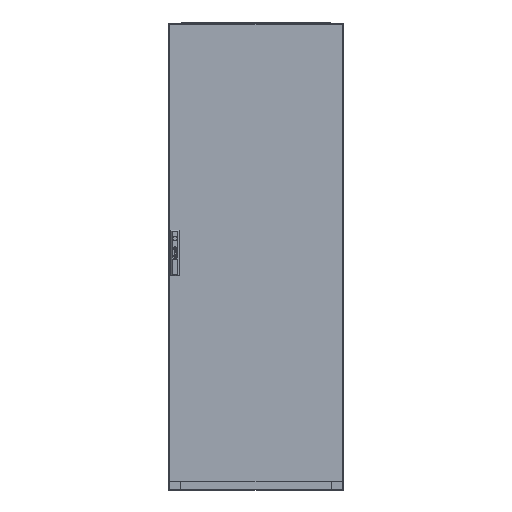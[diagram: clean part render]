
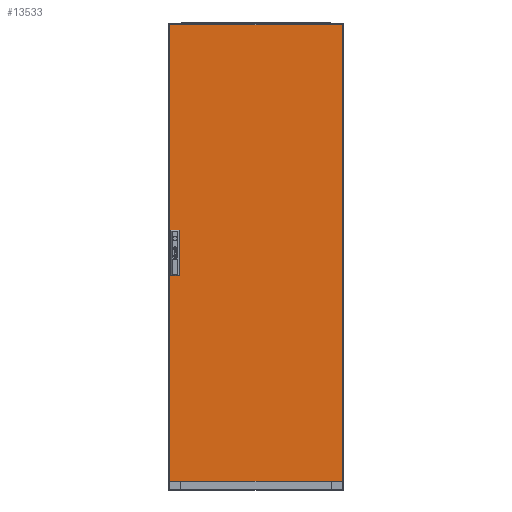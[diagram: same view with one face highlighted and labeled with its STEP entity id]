
A CAD part, top view. The second image highlights one B-rep face of the part: STEP entity #13533.
In plain terms, the highlighted planar face has unit normal (0, 0, 1).
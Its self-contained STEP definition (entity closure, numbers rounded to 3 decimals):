
#593 = EDGE_CURVE ( 'NONE', #44841, #35798, #34289, .T. ) ;
#2445 = VERTEX_POINT ( 'NONE', #89714 ) ;
#4890 = ORIENTED_EDGE ( 'NONE', *, *, #60049, .T. ) ;
#6851 = CARTESIAN_POINT ( 'NONE',  ( -293.4, 78.5, 0. ) ) ;
#9980 = DIRECTION ( 'NONE',  ( 1., 0., 0. ) ) ;
#10501 = CARTESIAN_POINT ( 'NONE',  ( 297., 783.5, 0. ) ) ;
#11735 = CARTESIAN_POINT ( 'NONE',  ( -297., -783.5, 0. ) ) ;
#13382 = EDGE_LOOP ( 'NONE', ( #76625, #39359, #53805, #14640 ) ) ;
#13533 = ADVANCED_FACE ( 'NONE', ( #84120, #43507 ), #64339, .T. ) ;
#14021 = DIRECTION ( 'NONE',  ( 0., -1., 0. ) ) ;
#14640 = ORIENTED_EDGE ( 'NONE', *, *, #19316, .T. ) ;
#16632 = LINE ( 'NONE', #75012, #57299 ) ;
#19316 = EDGE_CURVE ( 'NONE', #82886, #44841, #25220, .T. ) ;
#21180 = DIRECTION ( 'NONE',  ( -1., 0., 0. ) ) ;
#23499 = CARTESIAN_POINT ( 'NONE',  ( 0., 0., 0. ) ) ;
#23840 = DIRECTION ( 'NONE',  ( 1., 0., 0. ) ) ;
#25220 = LINE ( 'NONE', #57305, #44353 ) ;
#29162 = VECTOR ( 'NONE', #14021, 1000. ) ;
#31751 = VECTOR ( 'NONE', #98358, 1000. ) ;
#33613 = DIRECTION ( 'NONE',  ( 0., -1., 0. ) ) ;
#34289 = LINE ( 'NONE', #90104, #31751 ) ;
#35798 = VERTEX_POINT ( 'NONE', #10501 ) ;
#36583 = EDGE_LOOP ( 'NONE', ( #4890, #56163, #79608, #96127 ) ) ;
#36957 = VECTOR ( 'NONE', #48031, 1000. ) ;
#39359 = ORIENTED_EDGE ( 'NONE', *, *, #46299, .T. ) ;
#43507 = FACE_OUTER_BOUND ( 'NONE', #13382, .T. ) ;
#44353 = VECTOR ( 'NONE', #65478, 1000. ) ;
#44727 = DIRECTION ( 'NONE',  ( 1., 0., 0. ) ) ;
#44841 = VERTEX_POINT ( 'NONE', #56013 ) ;
#46299 = EDGE_CURVE ( 'NONE', #35798, #2445, #90414, .T. ) ;
#47109 = EDGE_CURVE ( 'NONE', #48115, #52368, #16632, .T. ) ;
#48031 = DIRECTION ( 'NONE',  ( 0., -1., 0. ) ) ;
#48115 = VERTEX_POINT ( 'NONE', #73410 ) ;
#51110 = EDGE_CURVE ( 'NONE', #2445, #82886, #92205, .T. ) ;
#52368 = VERTEX_POINT ( 'NONE', #69260 ) ;
#53805 = ORIENTED_EDGE ( 'NONE', *, *, #51110, .T. ) ;
#56013 = CARTESIAN_POINT ( 'NONE',  ( 297., -783.5, 0. ) ) ;
#56163 = ORIENTED_EDGE ( 'NONE', *, *, #56310, .T. ) ;
#56196 = CARTESIAN_POINT ( 'NONE',  ( -293.4, 0., 0. ) ) ;
#56310 = EDGE_CURVE ( 'NONE', #83289, #52368, #91402, .T. ) ;
#57146 = CARTESIAN_POINT ( 'NONE',  ( -263., 78.5, 0. ) ) ;
#57190 = LINE ( 'NONE', #101515, #59764 ) ;
#57299 = VECTOR ( 'NONE', #9980, 1000. ) ;
#57305 = CARTESIAN_POINT ( 'NONE',  ( -297., -783.5, 0. ) ) ;
#57792 = CARTESIAN_POINT ( 'NONE',  ( -297., 783.5, 0. ) ) ;
#59764 = VECTOR ( 'NONE', #44727, 1000. ) ;
#60049 = EDGE_CURVE ( 'NONE', #94428, #83289, #57190, .T. ) ;
#62725 = CARTESIAN_POINT ( 'NONE',  ( -263., 0., 0. ) ) ;
#64339 = PLANE ( 'NONE',  #93887 ) ;
#65478 = DIRECTION ( 'NONE',  ( 1., 0., 0. ) ) ;
#68878 = VECTOR ( 'NONE', #21180, 1000. ) ;
#69260 = CARTESIAN_POINT ( 'NONE',  ( -263., -78.5, 0. ) ) ;
#70644 = VECTOR ( 'NONE', #33613, 1000. ) ;
#72466 = DIRECTION ( 'NONE',  ( 0., 0., 1. ) ) ;
#73168 = EDGE_CURVE ( 'NONE', #94428, #48115, #80114, .T. ) ;
#73410 = CARTESIAN_POINT ( 'NONE',  ( -293.4, -78.5, 0. ) ) ;
#75012 = CARTESIAN_POINT ( 'NONE',  ( -293.4, -78.5, 0. ) ) ;
#76625 = ORIENTED_EDGE ( 'NONE', *, *, #593, .T. ) ;
#77621 = CARTESIAN_POINT ( 'NONE',  ( -297., 783.5, 0. ) ) ;
#79608 = ORIENTED_EDGE ( 'NONE', *, *, #47109, .F. ) ;
#80114 = LINE ( 'NONE', #56196, #36957 ) ;
#82886 = VERTEX_POINT ( 'NONE', #11735 ) ;
#83289 = VERTEX_POINT ( 'NONE', #57146 ) ;
#84120 = FACE_BOUND ( 'NONE', #36583, .T. ) ;
#89714 = CARTESIAN_POINT ( 'NONE',  ( -297., 783.5, 0. ) ) ;
#90104 = CARTESIAN_POINT ( 'NONE',  ( 297., 783.5, 0. ) ) ;
#90414 = LINE ( 'NONE', #77621, #68878 ) ;
#91402 = LINE ( 'NONE', #62725, #29162 ) ;
#92205 = LINE ( 'NONE', #57792, #70644 ) ;
#93887 = AXIS2_PLACEMENT_3D ( 'NONE', #23499, #72466, #23840 ) ;
#94428 = VERTEX_POINT ( 'NONE', #6851 ) ;
#96127 = ORIENTED_EDGE ( 'NONE', *, *, #73168, .F. ) ;
#98358 = DIRECTION ( 'NONE',  ( 0., 1., 0. ) ) ;
#101515 = CARTESIAN_POINT ( 'NONE',  ( -293.4, 78.5, 0. ) ) ;
